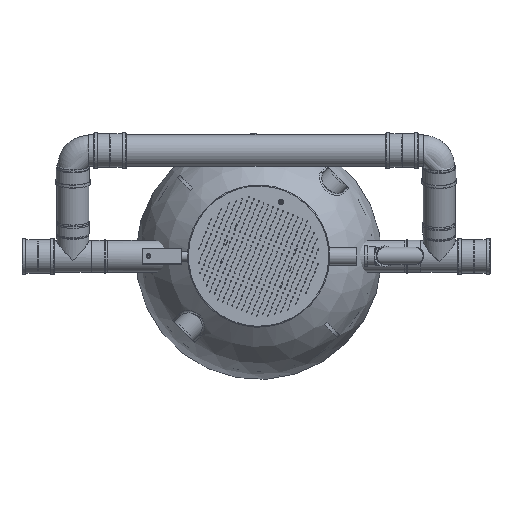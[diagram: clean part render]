
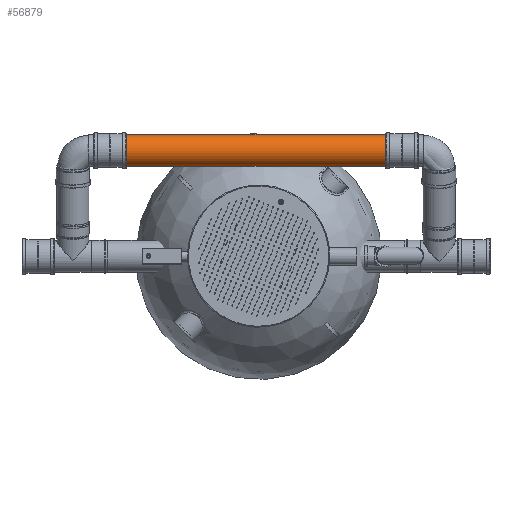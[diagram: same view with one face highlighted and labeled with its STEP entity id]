
A CAD part, top view. The second image highlights one B-rep face of the part: STEP entity #56879.
In plain terms, the highlighted cylindrical face has radius 100 mm (diameter 200 mm), a full revolution.
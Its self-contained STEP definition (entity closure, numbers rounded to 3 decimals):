
#710=CYLINDRICAL_SURFACE('',#61396,100.);
#1597=CIRCLE('',#61393,100.);
#1598=CIRCLE('',#61395,100.);
#4808=ORIENTED_EDGE('',*,*,#19279,.F.);
#4809=ORIENTED_EDGE('',*,*,#19280,.T.);
#19279=EDGE_CURVE('',#26768,#26768,#1597,.T.);
#19280=EDGE_CURVE('',#26769,#26769,#1598,.T.);
#26768=VERTEX_POINT('',#86762);
#26769=VERTEX_POINT('',#86765);
#45597=EDGE_LOOP('',(#4808));
#45598=EDGE_LOOP('',(#4809));
#49982=FACE_BOUND('',#45597,.T.);
#49983=FACE_BOUND('',#45598,.T.);
#56879=ADVANCED_FACE('',(#49982,#49983),#710,.T.);
#61393=AXIS2_PLACEMENT_3D('',#86761,#67708,#67709);
#61395=AXIS2_PLACEMENT_3D('',#86764,#67712,#67713);
#61396=AXIS2_PLACEMENT_3D('',#86766,#67714,#67715);
#67708=DIRECTION('',(-1.,0.,0.));
#67709=DIRECTION('',(0.,0.,-1.));
#67712=DIRECTION('',(-1.,0.,0.));
#67713=DIRECTION('',(0.,0.,-1.));
#67714=DIRECTION('',(-1.,0.,0.));
#67715=DIRECTION('',(0.,0.,1.));
#86761=CARTESIAN_POINT('',(-935.187,664.557,578.068));
#86762=CARTESIAN_POINT('',(-935.187,664.557,478.068));
#86764=CARTESIAN_POINT('',(902.022,664.557,578.068));
#86765=CARTESIAN_POINT('',(902.022,664.557,478.068));
#86766=CARTESIAN_POINT('',(902.022,664.557,578.068));
